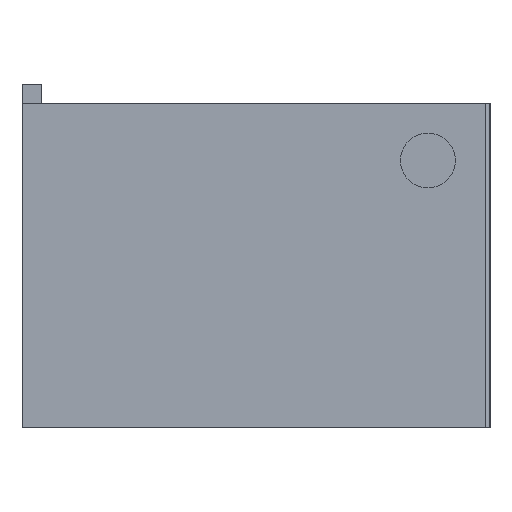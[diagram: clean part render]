
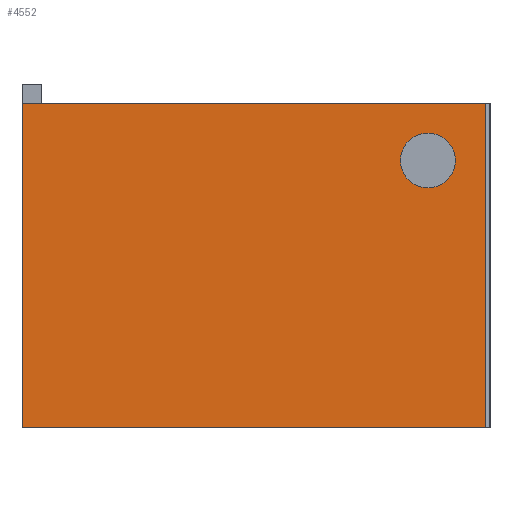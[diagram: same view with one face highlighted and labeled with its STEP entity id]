
A CAD part, left-side view. The second image highlights one B-rep face of the part: STEP entity #4552.
In plain terms, the highlighted planar face has unit normal (-1, 0, 0).
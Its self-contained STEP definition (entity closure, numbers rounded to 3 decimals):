
#2748 = EDGE_CURVE('',#2749,#2751,#2753,.T.);
#2749 = VERTEX_POINT('',#2750);
#2750 = CARTESIAN_POINT('',(-104.,-48.,68.));
#2751 = VERTEX_POINT('',#2752);
#2752 = CARTESIAN_POINT('',(-104.,45.,68.));
#2753 = LINE('',#2754,#2755);
#2754 = CARTESIAN_POINT('',(-104.,-49.,68.));
#2755 = VECTOR('',#2756,1.);
#2756 = DIRECTION('',(0.,1.,0.));
#3575 = EDGE_CURVE('',#3576,#3576,#3578,.T.);
#3576 = VERTEX_POINT('',#3577);
#3577 = CARTESIAN_POINT('',(-104.,-41.75,56.));
#3578 = CIRCLE('',#3579,5.75);
#3579 = AXIS2_PLACEMENT_3D('',#3580,#3581,#3582);
#3580 = CARTESIAN_POINT('',(-104.,-36.,56.));
#3581 = DIRECTION('',(-1.,0.,0.));
#3582 = DIRECTION('',(0.,-1.,0.));
#4552 = ADVANCED_FACE('',(#4553,#4586),#4589,.T.);
#4553 = FACE_BOUND('',#4554,.T.);
#4554 = EDGE_LOOP('',(#4555,#4565,#4571,#4572,#4580));
#4555 = ORIENTED_EDGE('',*,*,#4556,.F.);
#4556 = EDGE_CURVE('',#4557,#4559,#4561,.T.);
#4557 = VERTEX_POINT('',#4558);
#4558 = CARTESIAN_POINT('',(-104.,-48.,0.));
#4559 = VERTEX_POINT('',#4560);
#4560 = CARTESIAN_POINT('',(-104.,49.,0.));
#4561 = LINE('',#4562,#4563);
#4562 = CARTESIAN_POINT('',(-104.,-49.,0.));
#4563 = VECTOR('',#4564,1.);
#4564 = DIRECTION('',(0.,1.,0.));
#4565 = ORIENTED_EDGE('',*,*,#4566,.T.);
#4566 = EDGE_CURVE('',#4557,#2749,#4567,.T.);
#4567 = LINE('',#4568,#4569);
#4568 = CARTESIAN_POINT('',(-104.,-48.,0.));
#4569 = VECTOR('',#4570,1.);
#4570 = DIRECTION('',(0.,0.,1.));
#4571 = ORIENTED_EDGE('',*,*,#2748,.T.);
#4572 = ORIENTED_EDGE('',*,*,#4573,.T.);
#4573 = EDGE_CURVE('',#2751,#4574,#4576,.T.);
#4574 = VERTEX_POINT('',#4575);
#4575 = CARTESIAN_POINT('',(-104.,49.,68.));
#4576 = LINE('',#4577,#4578);
#4577 = CARTESIAN_POINT('',(-104.,-49.,68.));
#4578 = VECTOR('',#4579,1.);
#4579 = DIRECTION('',(0.,1.,0.));
#4580 = ORIENTED_EDGE('',*,*,#4581,.F.);
#4581 = EDGE_CURVE('',#4559,#4574,#4582,.T.);
#4582 = LINE('',#4583,#4584);
#4583 = CARTESIAN_POINT('',(-104.,49.,0.));
#4584 = VECTOR('',#4585,1.);
#4585 = DIRECTION('',(0.,0.,1.));
#4586 = FACE_BOUND('',#4587,.T.);
#4587 = EDGE_LOOP('',(#4588));
#4588 = ORIENTED_EDGE('',*,*,#3575,.F.);
#4589 = PLANE('',#4590);
#4590 = AXIS2_PLACEMENT_3D('',#4591,#4592,#4593);
#4591 = CARTESIAN_POINT('',(-104.,-49.,0.));
#4592 = DIRECTION('',(-1.,0.,0.));
#4593 = DIRECTION('',(0.,1.,0.));
